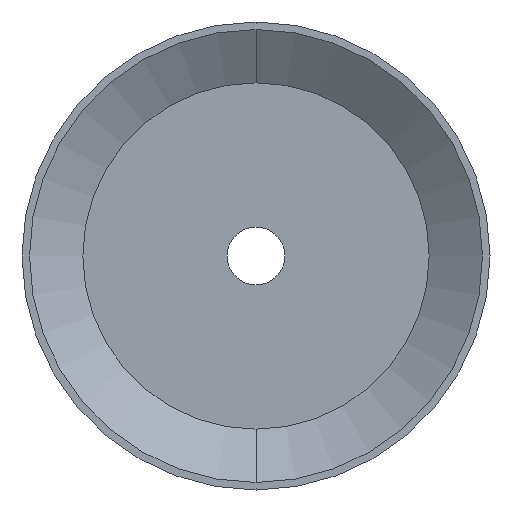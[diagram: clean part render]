
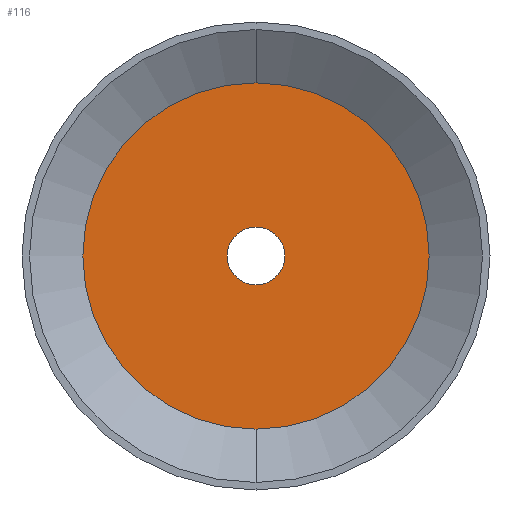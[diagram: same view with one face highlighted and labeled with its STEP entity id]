
A CAD part, front view. The second image highlights one B-rep face of the part: STEP entity #116.
In plain terms, the highlighted planar face has unit normal (0, -1, 0).
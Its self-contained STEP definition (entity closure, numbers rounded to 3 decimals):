
#116=ADVANCED_FACE('',(#285,#286),#287,.F.);
#285=FACE_OUTER_BOUND('',#501,.T.);
#286=FACE_BOUND('',#502,.T.);
#287=PLANE('',#503);
#501=EDGE_LOOP('',(#4284,#4285));
#502=EDGE_LOOP('',(#4286,#4287));
#503=AXIS2_PLACEMENT_3D('',#4288,#4289,#4290);
#4284=ORIENTED_EDGE('',*,*,#4657,.F.);
#4285=ORIENTED_EDGE('',*,*,#4729,.F.);
#4286=ORIENTED_EDGE('',*,*,#4731,.T.);
#4287=ORIENTED_EDGE('',*,*,#4652,.T.);
#4288=CARTESIAN_POINT('',(2.5,-17.0,0.0));
#4289=DIRECTION('',(0.0,1.0,0.0));
#4290=DIRECTION('',(0.0,0.0,1.0));
#4652=EDGE_CURVE('',#4887,#4888,#4889,.T.);
#4657=EDGE_CURVE('',#4896,#4897,#4898,.T.);
#4729=EDGE_CURVE('',#4897,#4896,#5022,.T.);
#4731=EDGE_CURVE('',#4888,#4887,#5024,.T.);
#4887=VERTEX_POINT('',#5235);
#4888=VERTEX_POINT('',#5236);
#4889=CIRCLE('',#5237,2.5);
#4896=VERTEX_POINT('',#5246);
#4897=VERTEX_POINT('',#5247);
#4898=CIRCLE('',#5248,15.0);
#5022=CIRCLE('',#5823,15.0);
#5024=CIRCLE('',#5825,2.5);
#5235=CARTESIAN_POINT('',(0.,-17.0,-2.5));
#5236=CARTESIAN_POINT('',(0.0,-17.0,2.5));
#5237=AXIS2_PLACEMENT_3D('',#7078,#7079,#7080);
#5246=CARTESIAN_POINT('',(0.0,-17.0,-15.0));
#5247=CARTESIAN_POINT('',(0.,-17.0,15.0));
#5248=AXIS2_PLACEMENT_3D('',#7086,#7087,#7088);
#5823=AXIS2_PLACEMENT_3D('',#7173,#7174,#7175);
#5825=AXIS2_PLACEMENT_3D('',#7176,#7177,#7178);
#7078=CARTESIAN_POINT('',(0.0,-17.0,0.0));
#7079=DIRECTION('',(0.0,1.0,0.0));
#7080=DIRECTION('',(0.0,0.0,1.0));
#7086=CARTESIAN_POINT('',(0.0,-17.0,0.0));
#7087=DIRECTION('',(0.0,1.0,0.0));
#7088=DIRECTION('',(0.0,0.0,1.0));
#7173=CARTESIAN_POINT('',(0.0,-17.0,0.0));
#7174=DIRECTION('',(0.0,1.0,0.0));
#7175=DIRECTION('',(0.0,0.0,1.0));
#7176=CARTESIAN_POINT('',(0.0,-17.0,0.0));
#7177=DIRECTION('',(0.0,1.0,0.0));
#7178=DIRECTION('',(0.0,0.0,1.0));
